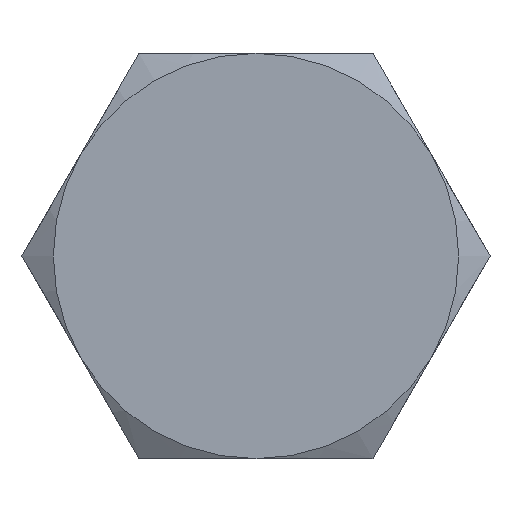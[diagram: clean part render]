
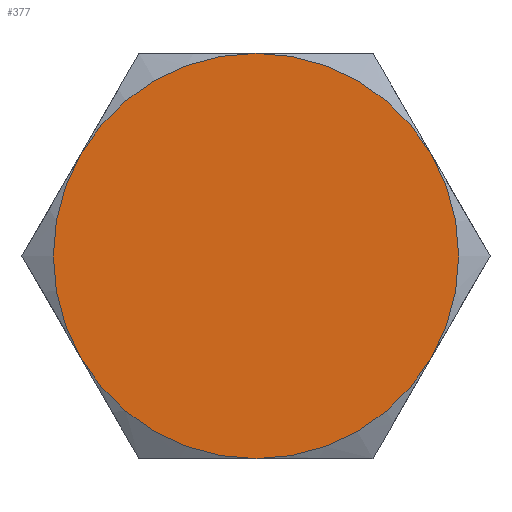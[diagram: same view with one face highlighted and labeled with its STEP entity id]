
A CAD part, left-side view. The second image highlights one B-rep face of the part: STEP entity #377.
In plain terms, the highlighted planar face has unit normal (-1, 0, 0).
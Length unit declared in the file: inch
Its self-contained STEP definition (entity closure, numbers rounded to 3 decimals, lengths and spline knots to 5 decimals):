
#86=PLANE($,#426);
#118=FACE_OUTER_BOUND($,#150,.T.);
#150=EDGE_LOOP($,(#337,#338,#339,#340,#341,#342));
#162=CIRCLE($,#397,0.281);
#163=CIRCLE($,#399,0.281);
#164=CIRCLE($,#401,0.281);
#165=CIRCLE($,#403,0.281);
#166=CIRCLE($,#405,0.281);
#167=CIRCLE($,#407,0.281);
#181=VERTEX_POINT($,#563);
#183=VERTEX_POINT($,#568);
#185=VERTEX_POINT($,#575);
#186=VERTEX_POINT($,#584);
#189=VERTEX_POINT($,#595);
#190=VERTEX_POINT($,#604);
#213=EDGE_CURVE($,#183,#181,#162,.T.);
#217=EDGE_CURVE($,#185,#183,#163,.T.);
#219=EDGE_CURVE($,#181,#186,#164,.T.);
#223=EDGE_CURVE($,#189,#185,#165,.T.);
#225=EDGE_CURVE($,#186,#190,#166,.T.);
#229=EDGE_CURVE($,#190,#189,#167,.T.);
#337=ORIENTED_EDGE($,*,*,#213,.T.);
#338=ORIENTED_EDGE($,*,*,#219,.T.);
#339=ORIENTED_EDGE($,*,*,#225,.T.);
#340=ORIENTED_EDGE($,*,*,#229,.T.);
#341=ORIENTED_EDGE($,*,*,#223,.T.);
#342=ORIENTED_EDGE($,*,*,#217,.T.);
#377=ADVANCED_FACE($,(#118),#86,.F.);
#397=AXIS2_PLACEMENT_3D($,#569,#459,#460);
#399=AXIS2_PLACEMENT_3D($,#582,#463,#464);
#401=AXIS2_PLACEMENT_3D($,#589,#467,#468);
#403=AXIS2_PLACEMENT_3D($,#602,#471,#472);
#405=AXIS2_PLACEMENT_3D($,#609,#475,#476);
#407=AXIS2_PLACEMENT_3D($,#621,#479,#480);
#426=AXIS2_PLACEMENT_3D($,#670,#535,#536);
#459=DIRECTION('center_axis',(-1.,0.,0.));
#460=DIRECTION('ref_axis',(0.,1.,0.));
#463=DIRECTION('center_axis',(-1.,0.,0.));
#464=DIRECTION('ref_axis',(0.,1.,0.));
#467=DIRECTION('center_axis',(-1.,0.,0.));
#468=DIRECTION('ref_axis',(0.,1.,0.));
#471=DIRECTION('center_axis',(-1.,0.,0.));
#472=DIRECTION('ref_axis',(0.,1.,0.));
#475=DIRECTION('center_axis',(-1.,0.,0.));
#476=DIRECTION('ref_axis',(0.,1.,0.));
#479=DIRECTION('center_axis',(-1.,0.,0.));
#480=DIRECTION('ref_axis',(0.,1.,0.));
#535=DIRECTION('center_axis',(1.,0.,0.));
#536=DIRECTION('ref_axis',(0.,0.,-1.));
#563=CARTESIAN_POINT('',(-0.268,0.24335,0.1405));
#568=CARTESIAN_POINT('',(-0.268,0.,0.281));
#569=CARTESIAN_POINT('Origin',(-0.268,0.,0.));
#575=CARTESIAN_POINT('',(-0.268,-0.24335,0.1405));
#582=CARTESIAN_POINT('Origin',(-0.268,0.,0.));
#584=CARTESIAN_POINT('',(-0.268,0.24335,-0.1405));
#589=CARTESIAN_POINT('Origin',(-0.268,0.,0.));
#595=CARTESIAN_POINT('',(-0.268,-0.24335,-0.1405));
#602=CARTESIAN_POINT('Origin',(-0.268,0.,0.));
#604=CARTESIAN_POINT('',(-0.268,0.,-0.281));
#609=CARTESIAN_POINT('Origin',(-0.268,0.,0.));
#621=CARTESIAN_POINT('Origin',(-0.268,0.,0.));
#670=CARTESIAN_POINT('Origin',(-0.268,0.,
0.));
